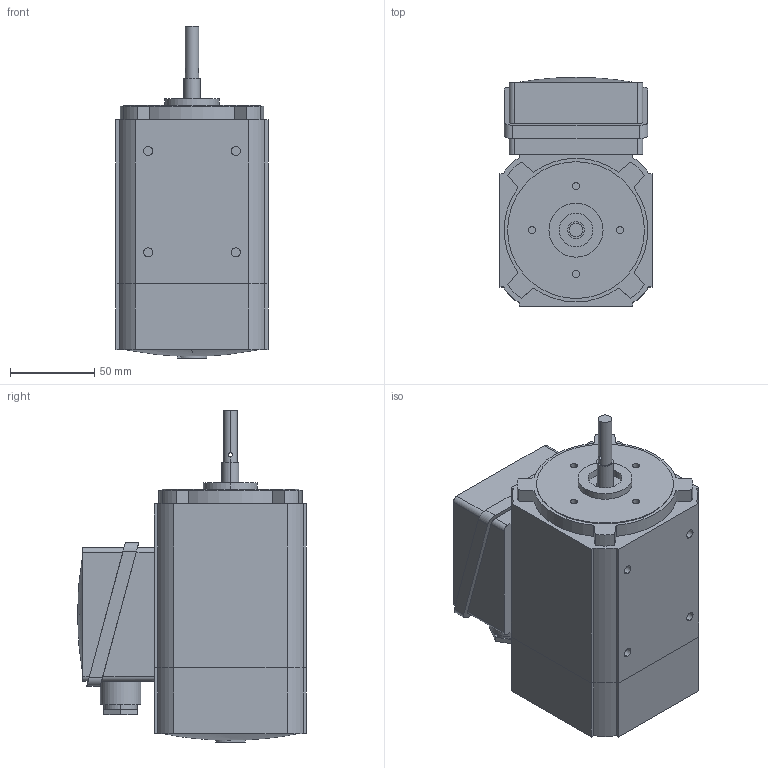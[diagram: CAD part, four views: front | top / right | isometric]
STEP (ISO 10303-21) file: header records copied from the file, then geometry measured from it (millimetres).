
FILE_DESCRIPTION (( 'STEP AP214' ), '1' );
FILE_NAME ('IGL80-40.STEP', '2023-05-17T08:05:28', ( '' ), ( '' ), 'SwSTEP 2.0', 'SolidWorks 2020', '' );
FILE_SCHEMA (( 'AUTOMOTIVE_DESIGN' ));
Length unit declared in the file: millimetre
Products named in the file (1): IGL80-40
Bounding box: 90 x 135.5 x 196.5 mm (x, y, z)
Volume: 1420675.7 mm3; surface area: 88148.2 mm2
Topology: 1 solids, 1 shells, 186 faces, 457 edges, 293 vertices
Faces by surface type: plane 107, cylinder 72, sphere 7
Entity records: 5592 total; most frequent: CARTESIAN_POINT 1071, DIRECTION 970, ORIENTED_EDGE 914, EDGE_CURVE 457, AXIS2_PLACEMENT_3D 348, VERTEX_POINT 293, VECTOR 274, LINE 274
